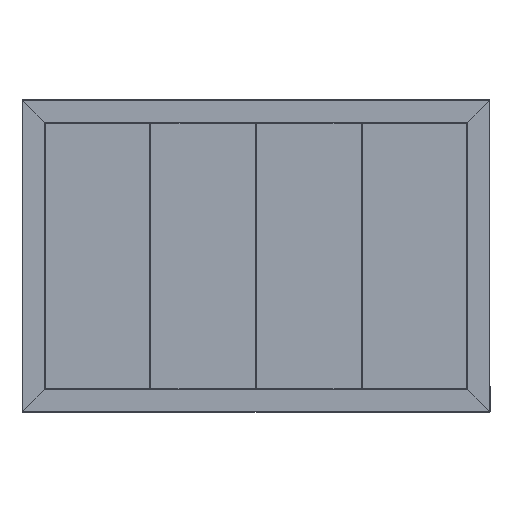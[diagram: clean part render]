
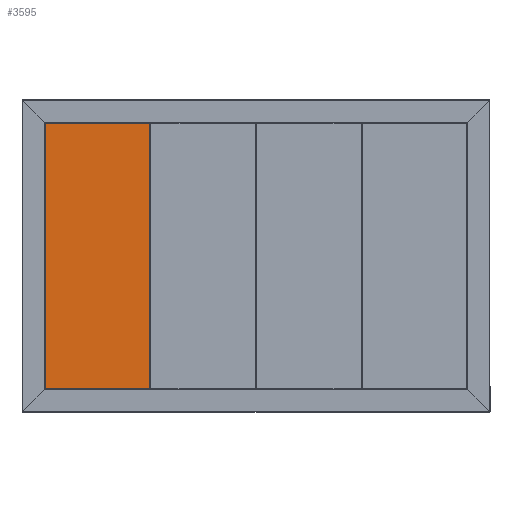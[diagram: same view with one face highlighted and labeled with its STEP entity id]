
A CAD part, top view. The second image highlights one B-rep face of the part: STEP entity #3595.
In plain terms, the highlighted planar face has unit normal (0, 0, 1).
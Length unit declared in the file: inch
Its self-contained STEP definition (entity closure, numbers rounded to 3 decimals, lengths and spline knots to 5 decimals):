
#311=PLANE('',#3935);
#513=FACE_OUTER_BOUND('',#737,.T.);
#737=EDGE_LOOP('',(#3347,#3348,#3349,#3350));
#1163=LINE('',#5868,#1604);
#1166=LINE('',#5873,#1607);
#1168=LINE('',#5877,#1609);
#1172=LINE('',#5883,#1613);
#1604=VECTOR('',#4840,0.3937);
#1607=VECTOR('',#4845,0.3937);
#1609=VECTOR('',#4849,0.3937);
#1613=VECTOR('',#4855,0.3937);
#1955=VERTEX_POINT('',#5866);
#1956=VERTEX_POINT('',#5867);
#1957=VERTEX_POINT('',#5872);
#1958=VERTEX_POINT('',#5876);
#2416=EDGE_CURVE('',#1955,#1956,#1163,.T.);
#2419=EDGE_CURVE('',#1956,#1957,#1166,.T.);
#2421=EDGE_CURVE('',#1957,#1958,#1168,.T.);
#2425=EDGE_CURVE('',#1958,#1955,#1172,.T.);
#3347=ORIENTED_EDGE('',*,*,#2416,.F.);
#3348=ORIENTED_EDGE('',*,*,#2425,.F.);
#3349=ORIENTED_EDGE('',*,*,#2421,.F.);
#3350=ORIENTED_EDGE('',*,*,#2419,.F.);
#3595=ADVANCED_FACE('',(#513),#311,.T.);
#3935=AXIS2_PLACEMENT_3D('',#5888,#4860,#4861);
#4840=DIRECTION('',(0.,-1.,0.));
#4845=DIRECTION('',(-1.,0.,0.));
#4849=DIRECTION('',(0.,1.,0.));
#4855=DIRECTION('',(1.,0.,0.));
#4860=DIRECTION('center_axis',(0.,0.,1.));
#4861=DIRECTION('ref_axis',(1.,0.,0.));
#5866=CARTESIAN_POINT('',(20.4375,7.9875,0.75));
#5867=CARTESIAN_POINT('',(20.4375,-8.1375,0.75));
#5868=CARTESIAN_POINT('',(20.4375,-4.1,0.75));
#5872=CARTESIAN_POINT('',(-20.4375,-8.1375,0.75));
#5873=CARTESIAN_POINT('',(-10.25,-8.1375,0.75));
#5876=CARTESIAN_POINT('',(-20.4375,7.9875,0.75));
#5877=CARTESIAN_POINT('',(-20.4375,4.1,0.75));
#5883=CARTESIAN_POINT('',(10.25,7.9875,0.75));
#5888=CARTESIAN_POINT('Origin',(0.,0.,0.75));
